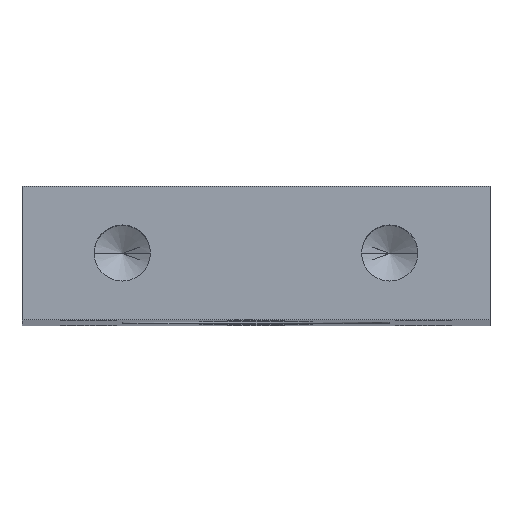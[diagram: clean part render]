
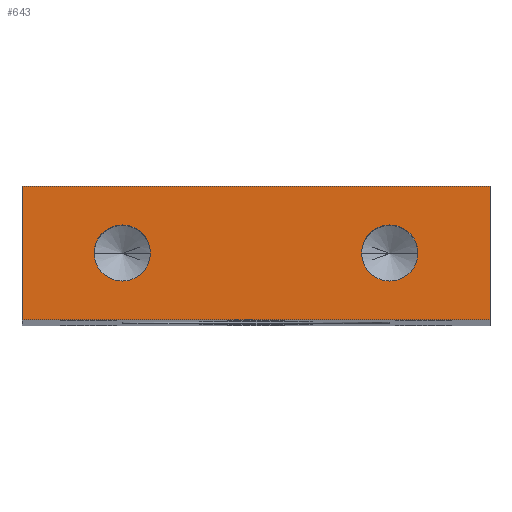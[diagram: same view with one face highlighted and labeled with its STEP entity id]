
A CAD part, top view. The second image highlights one B-rep face of the part: STEP entity #643.
In plain terms, the highlighted planar face has unit normal (0, 0, 1).
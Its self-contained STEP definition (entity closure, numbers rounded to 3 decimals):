
#10 = VERTEX_POINT ( 'NONE', #920 ) ;
#24 = VECTOR ( 'NONE', #127, 1000. ) ;
#32 = CARTESIAN_POINT ( 'NONE',  ( 12.1, 0., 124. ) ) ;
#40 = CARTESIAN_POINT ( 'NONE',  ( 10., 0., 124. ) ) ;
#99 = VERTEX_POINT ( 'NONE', #32 ) ;
#102 = DIRECTION ( 'NONE',  ( -1., 0., 0. ) ) ;
#127 = DIRECTION ( 'NONE',  ( 0., -1., 0. ) ) ;
#131 = CARTESIAN_POINT ( 'NONE',  ( -10., 0., 124. ) ) ;
#137 = CIRCLE ( 'NONE', #1476, 2.1 ) ;
#153 = VERTEX_POINT ( 'NONE', #1673 ) ;
#198 = CARTESIAN_POINT ( 'NONE',  ( -17.5, 5., 124. ) ) ;
#199 = CARTESIAN_POINT ( 'NONE',  ( -17.5, -5., 124. ) ) ;
#217 = VECTOR ( 'NONE', #1308, 1000. ) ;
#230 = LINE ( 'NONE', #971, #275 ) ;
#253 = ORIENTED_EDGE ( 'NONE', *, *, #1081, .F. ) ;
#268 = EDGE_LOOP ( 'NONE', ( #253, #1860 ) ) ;
#275 = VECTOR ( 'NONE', #1372, 1000. ) ;
#381 = ORIENTED_EDGE ( 'NONE', *, *, #1849, .F. ) ;
#392 = VERTEX_POINT ( 'NONE', #198 ) ;
#433 = EDGE_LOOP ( 'NONE', ( #1814, #521 ) ) ;
#476 = VECTOR ( 'NONE', #1051, 1000. ) ;
#494 = CARTESIAN_POINT ( 'NONE',  ( 17.5, 5., 124. ) ) ;
#521 = ORIENTED_EDGE ( 'NONE', *, *, #1180, .F. ) ;
#606 = DIRECTION ( 'NONE',  ( 0., 0., 1. ) ) ;
#618 = VERTEX_POINT ( 'NONE', #1688 ) ;
#639 = FACE_BOUND ( 'NONE', #433, .T. ) ;
#643 = ADVANCED_FACE ( 'NONE', ( #1386, #639, #1409 ), #1241, .F. ) ;
#687 = AXIS2_PLACEMENT_3D ( 'NONE', #40, #606, #1071 ) ;
#697 = CIRCLE ( 'NONE', #1187, 2.1 ) ;
#700 = EDGE_CURVE ( 'NONE', #10, #1024, #1832, .T. ) ;
#704 = DIRECTION ( 'NONE',  ( 1., 0., 0. ) ) ;
#759 = CARTESIAN_POINT ( 'NONE',  ( 17.5, 5., 124. ) ) ;
#795 = ORIENTED_EDGE ( 'NONE', *, *, #1803, .T. ) ;
#810 = EDGE_CURVE ( 'NONE', #392, #1211, #1125, .T. ) ;
#920 = CARTESIAN_POINT ( 'NONE',  ( -12.1, 0., 124. ) ) ;
#971 = CARTESIAN_POINT ( 'NONE',  ( 17.5, 5., 124. ) ) ;
#997 = ORIENTED_EDGE ( 'NONE', *, *, #1343, .F. ) ;
#1005 = DIRECTION ( 'NONE',  ( 0., 0., 1. ) ) ;
#1024 = VERTEX_POINT ( 'NONE', #1665 ) ;
#1037 = LINE ( 'NONE', #1749, #217 ) ;
#1051 = DIRECTION ( 'NONE',  ( 1., 0., 0. ) ) ;
#1071 = DIRECTION ( 'NONE',  ( 1., 0., 0. ) ) ;
#1081 = EDGE_CURVE ( 'NONE', #1024, #10, #137, .T. ) ;
#1088 = DIRECTION ( 'NONE',  ( 1., 0., 0. ) ) ;
#1125 = LINE ( 'NONE', #1708, #24 ) ;
#1152 = AXIS2_PLACEMENT_3D ( 'NONE', #1254, #1816, #102 ) ;
#1180 = EDGE_CURVE ( 'NONE', #618, #99, #1514, .T. ) ;
#1187 = AXIS2_PLACEMENT_3D ( 'NONE', #1246, #1411, #1088 ) ;
#1211 = VERTEX_POINT ( 'NONE', #199 ) ;
#1241 = PLANE ( 'NONE',  #1152 ) ;
#1246 = CARTESIAN_POINT ( 'NONE',  ( 10., 0., 124. ) ) ;
#1254 = CARTESIAN_POINT ( 'NONE',  ( 17.5, 5., 124. ) ) ;
#1260 = DIRECTION ( 'NONE',  ( 1., 0., 0. ) ) ;
#1269 = DIRECTION ( 'NONE',  ( 0., 0., 1. ) ) ;
#1281 = EDGE_LOOP ( 'NONE', ( #795, #381, #997, #1438 ) ) ;
#1308 = DIRECTION ( 'NONE',  ( 1., 0., 0. ) ) ;
#1343 = EDGE_CURVE ( 'NONE', #392, #1605, #1503, .T. ) ;
#1372 = DIRECTION ( 'NONE',  ( 0., -1., 0. ) ) ;
#1386 = FACE_BOUND ( 'NONE', #268, .T. ) ;
#1409 = FACE_OUTER_BOUND ( 'NONE', #1281, .T. ) ;
#1411 = DIRECTION ( 'NONE',  ( 0., 0., 1. ) ) ;
#1438 = ORIENTED_EDGE ( 'NONE', *, *, #810, .T. ) ;
#1476 = AXIS2_PLACEMENT_3D ( 'NONE', #131, #1005, #1260 ) ;
#1503 = LINE ( 'NONE', #759, #476 ) ;
#1514 = CIRCLE ( 'NONE', #687, 2.1 ) ;
#1605 = VERTEX_POINT ( 'NONE', #494 ) ;
#1665 = CARTESIAN_POINT ( 'NONE',  ( -7.9, 0., 124. ) ) ;
#1673 = CARTESIAN_POINT ( 'NONE',  ( 17.5, -5., 124. ) ) ;
#1688 = CARTESIAN_POINT ( 'NONE',  ( 7.9, 0., 124. ) ) ;
#1703 = AXIS2_PLACEMENT_3D ( 'NONE', #1722, #1269, #704 ) ;
#1708 = CARTESIAN_POINT ( 'NONE',  ( -17.5, 5., 124. ) ) ;
#1722 = CARTESIAN_POINT ( 'NONE',  ( -10., 0., 124. ) ) ;
#1749 = CARTESIAN_POINT ( 'NONE',  ( 17.5, -5., 124. ) ) ;
#1803 = EDGE_CURVE ( 'NONE', #1211, #153, #1037, .T. ) ;
#1814 = ORIENTED_EDGE ( 'NONE', *, *, #1875, .F. ) ;
#1816 = DIRECTION ( 'NONE',  ( 0., 0., -1. ) ) ;
#1832 = CIRCLE ( 'NONE', #1703, 2.1 ) ;
#1849 = EDGE_CURVE ( 'NONE', #1605, #153, #230, .T. ) ;
#1860 = ORIENTED_EDGE ( 'NONE', *, *, #700, .F. ) ;
#1875 = EDGE_CURVE ( 'NONE', #99, #618, #697, .T. ) ;
